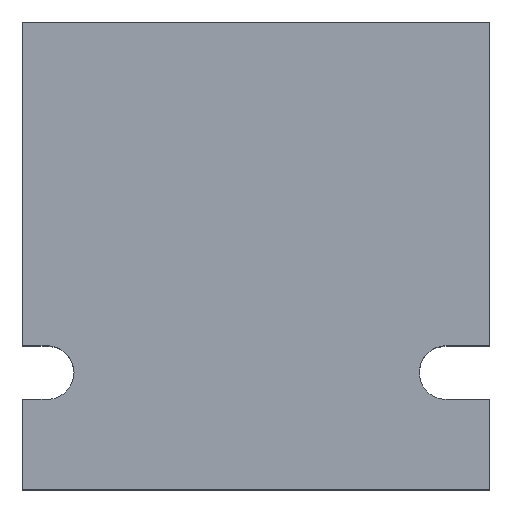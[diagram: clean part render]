
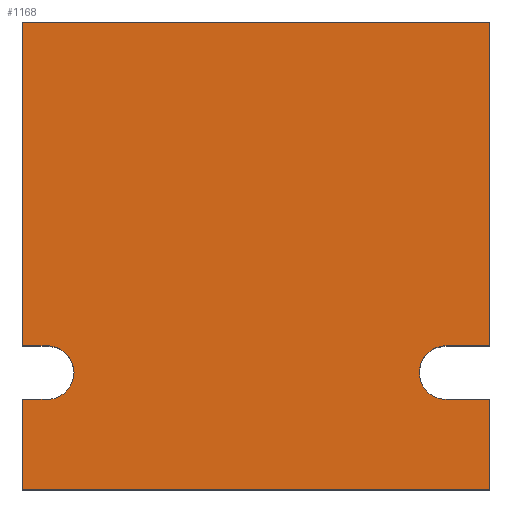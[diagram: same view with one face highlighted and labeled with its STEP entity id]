
A CAD part, top view. The second image highlights one B-rep face of the part: STEP entity #1168.
In plain terms, the highlighted planar face has unit normal (0, 0, 1).
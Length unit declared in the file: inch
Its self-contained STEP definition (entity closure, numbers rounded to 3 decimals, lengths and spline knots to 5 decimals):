
#881=CARTESIAN_POINT('',(1.22,0.922,1.0));
#882=VERTEX_POINT('',#881);
#883=CARTESIAN_POINT('',(1.5,0.922,1.0));
#884=VERTEX_POINT('',#883);
#885=CARTESIAN_POINT('',(1.22,0.922,1.0));
#886=DIRECTION('',(1.0,0.0,0.0));
#887=VECTOR('',#886,0.28);
#888=LINE('',#885,#887);
#889=EDGE_CURVE('',#882,#884,#888,.T.);
#921=CARTESIAN_POINT('',(1.22,0.578,1.0));
#922=VERTEX_POINT('',#921);
#923=CARTESIAN_POINT('',(1.22,0.75,1.0));
#924=DIRECTION('',(0.0,0.0,-1.0));
#925=DIRECTION('',(0.0,1.0,0.0));
#926=AXIS2_PLACEMENT_3D('',#923,#924,#925);
#927=CIRCLE('',#926,0.172);
#928=EDGE_CURVE('',#922,#882,#927,.T.);
#954=CARTESIAN_POINT('',(1.5,0.578,1.0));
#955=VERTEX_POINT('',#954);
#956=CARTESIAN_POINT('',(1.5,0.578,1.0));
#957=DIRECTION('',(-1.0,0.0,0.0));
#958=VECTOR('',#957,0.28);
#959=LINE('',#956,#958);
#960=EDGE_CURVE('',#955,#922,#959,.T.);
#985=CARTESIAN_POINT('',(-1.34,0.578,1.0));
#986=VERTEX_POINT('',#985);
#987=CARTESIAN_POINT('',(-1.5,0.578,1.0));
#988=VERTEX_POINT('',#987);
#989=CARTESIAN_POINT('',(-1.34,0.578,1.0));
#990=DIRECTION('',(-1.0,0.0,0.0));
#991=VECTOR('',#990,0.16);
#992=LINE('',#989,#991);
#993=EDGE_CURVE('',#986,#988,#992,.T.);
#1025=CARTESIAN_POINT('',(-1.34,0.922,1.0));
#1026=VERTEX_POINT('',#1025);
#1027=CARTESIAN_POINT('',(-1.34,0.75,1.0));
#1028=DIRECTION('',(0.0,0.0,-1.0));
#1029=DIRECTION('',(0.0,1.0,0.0));
#1030=AXIS2_PLACEMENT_3D('',#1027,#1028,#1029);
#1031=CIRCLE('',#1030,0.172);
#1032=EDGE_CURVE('',#1026,#986,#1031,.T.);
#1058=CARTESIAN_POINT('',(-1.5,0.922,1.0));
#1059=VERTEX_POINT('',#1058);
#1060=CARTESIAN_POINT('',(-1.5,0.922,1.0));
#1061=DIRECTION('',(1.0,0.0,0.0));
#1062=VECTOR('',#1061,0.16);
#1063=LINE('',#1060,#1062);
#1064=EDGE_CURVE('',#1059,#1026,#1063,.T.);
#1098=CARTESIAN_POINT('',(1.5,3.,1.0));
#1099=VERTEX_POINT('',#1098);
#1106=CARTESIAN_POINT('',(1.5,3.,1.0));
#1107=DIRECTION('',(0.0,-1.0,0.0));
#1108=VECTOR('',#1107,2.078);
#1109=LINE('',#1106,#1108);
#1110=EDGE_CURVE('',#1099,#884,#1109,.T.);
#1118=CARTESIAN_POINT('',(0.,1.5,1.0));
#1119=DIRECTION('',(0.0,0.0,1.0));
#1120=DIRECTION('',(1.0,0.0,0.0));
#1121=AXIS2_PLACEMENT_3D('',#1118,#1119,#1120);
#1122=PLANE('',#1121);
#1123=ORIENTED_EDGE('',*,*,#960,.T.);
#1124=ORIENTED_EDGE('',*,*,#928,.T.);
#1125=ORIENTED_EDGE('',*,*,#889,.T.);
#1126=ORIENTED_EDGE('',*,*,#1110,.F.);
#1127=CARTESIAN_POINT('',(-1.5,3.0,1.0));
#1128=VERTEX_POINT('',#1127);
#1129=CARTESIAN_POINT('',(-1.5,3.,1.0));
#1130=DIRECTION('',(1.0,0.0,0.0));
#1131=VECTOR('',#1130,3.0);
#1132=LINE('',#1129,#1131);
#1133=EDGE_CURVE('',#1128,#1099,#1132,.T.);
#1134=ORIENTED_EDGE('',*,*,#1133,.F.);
#1135=CARTESIAN_POINT('',(-1.5,0.922,1.0));
#1136=DIRECTION('',(0.0,1.0,0.0));
#1137=VECTOR('',#1136,2.078);
#1138=LINE('',#1135,#1137);
#1139=EDGE_CURVE('',#1059,#1128,#1138,.T.);
#1140=ORIENTED_EDGE('',*,*,#1139,.F.);
#1141=ORIENTED_EDGE('',*,*,#1064,.T.);
#1142=ORIENTED_EDGE('',*,*,#1032,.T.);
#1143=ORIENTED_EDGE('',*,*,#993,.T.);
#1144=CARTESIAN_POINT('',(-1.5,0.0,1.0));
#1145=VERTEX_POINT('',#1144);
#1146=CARTESIAN_POINT('',(-1.5,0.0,1.0));
#1147=DIRECTION('',(0.0,1.0,0.0));
#1148=VECTOR('',#1147,0.578);
#1149=LINE('',#1146,#1148);
#1150=EDGE_CURVE('',#1145,#988,#1149,.T.);
#1151=ORIENTED_EDGE('',*,*,#1150,.F.);
#1152=CARTESIAN_POINT('',(1.5,0.0,1.0));
#1153=VERTEX_POINT('',#1152);
#1154=CARTESIAN_POINT('',(1.5,0.0,1.0));
#1155=DIRECTION('',(-1.0,0.0,0.0));
#1156=VECTOR('',#1155,3.0);
#1157=LINE('',#1154,#1156);
#1158=EDGE_CURVE('',#1153,#1145,#1157,.T.);
#1159=ORIENTED_EDGE('',*,*,#1158,.F.);
#1160=CARTESIAN_POINT('',(1.5,0.578,1.0));
#1161=DIRECTION('',(0.0,-1.0,0.0));
#1162=VECTOR('',#1161,0.578);
#1163=LINE('',#1160,#1162);
#1164=EDGE_CURVE('',#955,#1153,#1163,.T.);
#1165=ORIENTED_EDGE('',*,*,#1164,.F.);
#1166=EDGE_LOOP('',(#1123,#1124,#1125,#1126,#1134,#1140,#1141,#1142,#1143,#1151,#1159,#1165));
#1167=FACE_OUTER_BOUND('',#1166,.T.);
#1168=ADVANCED_FACE('',(#1167),#1122,.T.);
